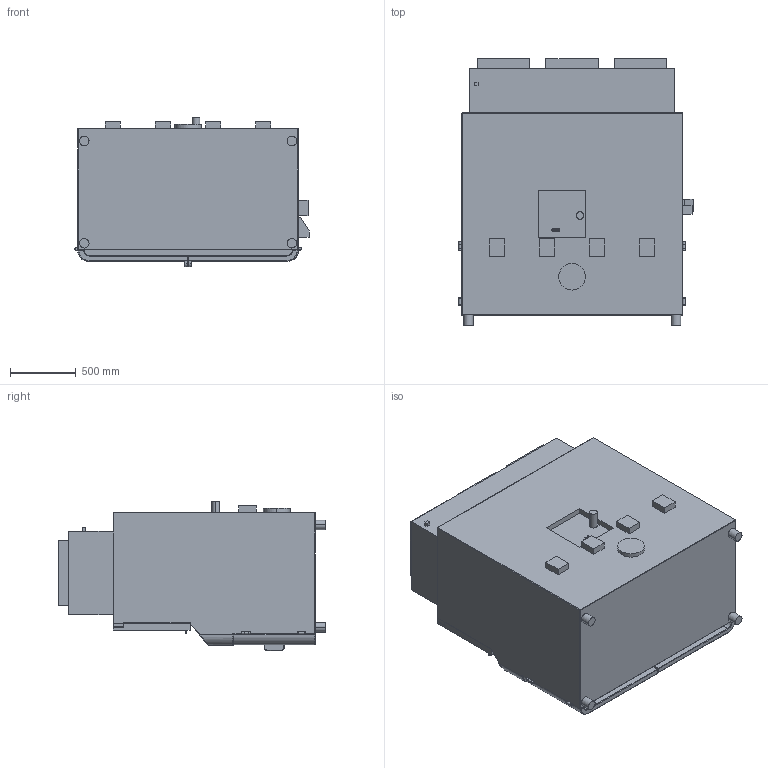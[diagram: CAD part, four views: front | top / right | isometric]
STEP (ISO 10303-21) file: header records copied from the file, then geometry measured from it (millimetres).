
FILE_DESCRIPTION((''),'2;1');
FILE_NAME('XPROII-4-FFU_ENVELOPE_ASM','2025-05-13T09:54:10',('bwaterworth'),(''),'CREO PARAMETRIC BY PTC INC, 2020354','CREO PARAMETRIC BY PTC INC, 2020354','');
FILE_SCHEMA(('CONFIG_CONTROL_DESIGN'));
Length unit declared in the file: inch
Products named in the file (5): XPROII-4_ENVELOPE; XPROII-4_DOORS_ENVELOPE; XPROII-4-SASH; XPROII-4_FFU_ENVELOPE; XPROII-4-FFU_ENVELOPE_ASM
Assembly tree (5 placements, depth 2):
  XPROII-4-FFU_ENVELOPE_ASM
    XPROII-4_ENVELOPE
    XPROII-4_DOORS_ENVELOPE  x2
    XPROII-4-SASH
    XPROII-4_FFU_ENVELOPE
Bounding box: 1779.79 x 2023.19 x 1132.99 mm (x, y, z)
Volume: 2798885921.3 mm3; surface area: 20096385 mm2
Topology: 5 solids, 5 shells, 312 faces, 741 edges, 462 vertices
Faces by surface type: plane 168, cylinder 108, torus 18, sphere 16, bspline 2
Entity records: 7425 total; most frequent: CARTESIAN_POINT 1592, DIRECTION 1223, ORIENTED_EDGE 1148, EDGE_CURVE 574, AXIS2_PLACEMENT_3D 411, VECTOR 401, LINE 401, VERTEX_POINT 361
